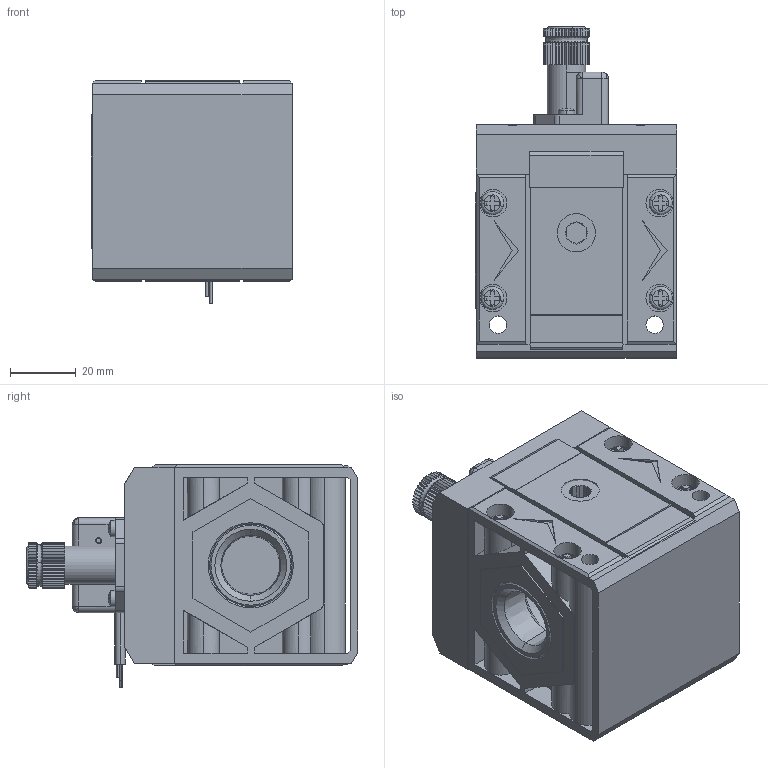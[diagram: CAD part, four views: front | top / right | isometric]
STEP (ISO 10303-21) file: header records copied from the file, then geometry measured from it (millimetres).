
FILE_DESCRIPTION (( 'STEP AP203' ), '1' );
FILE_NAME ('5U24S104.step', '2023-05-17T14:37:39', ( '' ), ( '' ), 'SwSTEP 2.0', 'SolidWorks 2021', '' );
FILE_SCHEMA (( 'CONFIG_CONTROL_DESIGN' ));
Length unit declared in the file: inch
Products named in the file (1): 5U24S104
Bounding box: 61.25 x 100.7 x 67.5 mm (x, y, z)
Volume: 207389.1 mm3; surface area: 71284.5 mm2
Topology: 13 solids, 13 shells, 1217 faces, 3341 edges, 2215 vertices
Faces by surface type: plane 682, cylinder 343, cone 116, bspline 76
Entity records: 43092 total; most frequent: CARTESIAN_POINT 12353, ORIENTED_EDGE 6670, DIRECTION 6135, EDGE_CURVE 3335, VERTEX_POINT 2215, AXIS2_PLACEMENT_3D 2119, LINE 1897, VECTOR 1897
